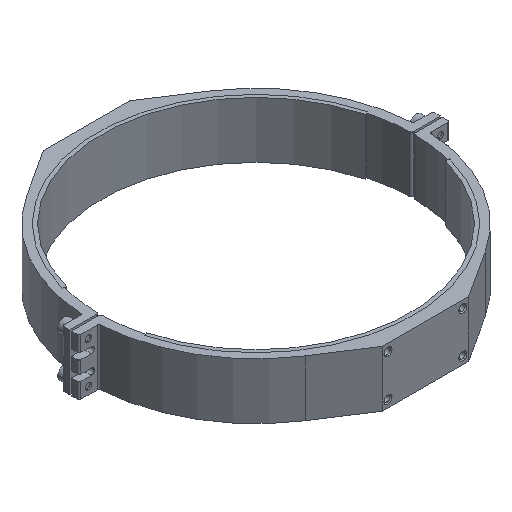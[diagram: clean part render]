
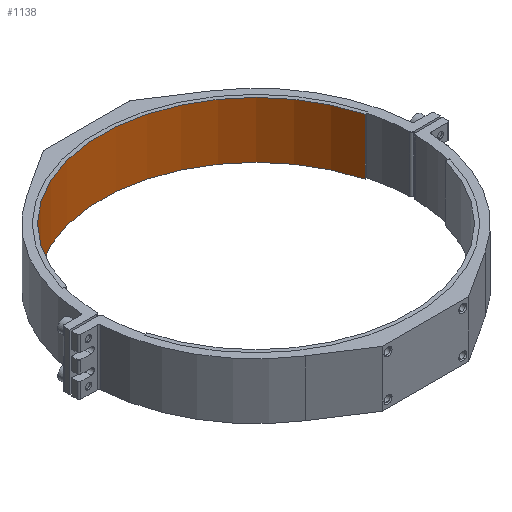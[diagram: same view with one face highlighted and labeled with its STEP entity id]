
A CAD part, isometric view. The second image highlights one B-rep face of the part: STEP entity #1138.
In plain terms, the highlighted cylindrical face has radius 82.5 mm (diameter 165 mm), a partial arc.
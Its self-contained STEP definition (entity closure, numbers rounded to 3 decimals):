
#183 = VECTOR ( 'NONE', #299, 1000. ) ;
#208 = CARTESIAN_POINT ( 'NONE',  ( 0., 0., 30. ) ) ;
#209 = EDGE_CURVE ( 'NONE', #6774, #6581, #981, .T. ) ;
#299 = DIRECTION ( 'NONE',  ( 0., 0., 1. ) ) ;
#439 = DIRECTION ( 'NONE',  ( 0., 0., 1. ) ) ;
#928 = ORIENTED_EDGE ( 'NONE', *, *, #209, .F. ) ;
#981 = LINE ( 'NONE', #4559, #183 ) ;
#1042 = CYLINDRICAL_SURFACE ( 'NONE', #6646, 82.5 ) ;
#1050 = LINE ( 'NONE', #7033, #6021 ) ;
#1138 = ADVANCED_FACE ( 'NONE', ( #6987 ), #1042, .F. ) ;
#1203 = CIRCLE ( 'NONE', #2065, 82.5 ) ;
#2065 = AXIS2_PLACEMENT_3D ( 'NONE', #2270, #439, #4531 ) ;
#2121 = EDGE_CURVE ( 'NONE', #6645, #6581, #3424, .T. ) ;
#2241 = DIRECTION ( 'NONE',  ( -1., 0., 0. ) ) ;
#2270 = CARTESIAN_POINT ( 'NONE',  ( 0., 0., 0. ) ) ;
#2281 = DIRECTION ( 'NONE',  ( 0., 0., -1. ) ) ;
#2578 = DIRECTION ( 'NONE',  ( 0., 0., 1. ) ) ;
#2820 = CARTESIAN_POINT ( 'NONE',  ( 79.689, 21.353, 30. ) ) ;
#3204 = CARTESIAN_POINT ( 'NONE',  ( -79.689, 21.353, 30. ) ) ;
#3424 = CIRCLE ( 'NONE', #3788, 82.5 ) ;
#3444 = CARTESIAN_POINT ( 'NONE',  ( 79.689, 21.353, 0. ) ) ;
#3788 = AXIS2_PLACEMENT_3D ( 'NONE', #208, #2578, #4966 ) ;
#4328 = VERTEX_POINT ( 'NONE', #3444 ) ;
#4384 = EDGE_LOOP ( 'NONE', ( #928, #5854, #5328, #7104 ) ) ;
#4531 = DIRECTION ( 'NONE',  ( 1., 0., 0. ) ) ;
#4559 = CARTESIAN_POINT ( 'NONE',  ( -79.689, 21.353, 0. ) ) ;
#4918 = CARTESIAN_POINT ( 'NONE',  ( -79.689, 21.353, 0. ) ) ;
#4966 = DIRECTION ( 'NONE',  ( 1., 0., 0. ) ) ;
#5191 = EDGE_CURVE ( 'NONE', #4328, #6645, #1050, .T. ) ;
#5259 = DIRECTION ( 'NONE',  ( 0., 0., 1. ) ) ;
#5328 = ORIENTED_EDGE ( 'NONE', *, *, #5191, .T. ) ;
#5796 = CARTESIAN_POINT ( 'NONE',  ( 0., 0., 30. ) ) ;
#5815 = EDGE_CURVE ( 'NONE', #4328, #6774, #1203, .T. ) ;
#5854 = ORIENTED_EDGE ( 'NONE', *, *, #5815, .F. ) ;
#6021 = VECTOR ( 'NONE', #5259, 1000. ) ;
#6581 = VERTEX_POINT ( 'NONE', #3204 ) ;
#6645 = VERTEX_POINT ( 'NONE', #2820 ) ;
#6646 = AXIS2_PLACEMENT_3D ( 'NONE', #5796, #2281, #2241 ) ;
#6774 = VERTEX_POINT ( 'NONE', #4918 ) ;
#6987 = FACE_OUTER_BOUND ( 'NONE', #4384, .T. ) ;
#7033 = CARTESIAN_POINT ( 'NONE',  ( 79.689, 21.353, 0. ) ) ;
#7104 = ORIENTED_EDGE ( 'NONE', *, *, #2121, .T. ) ;
